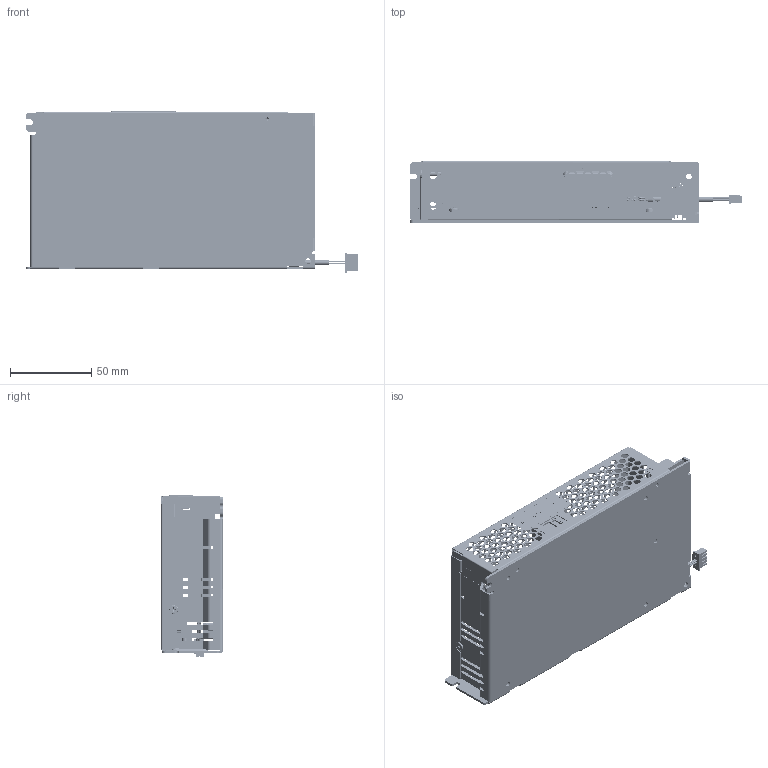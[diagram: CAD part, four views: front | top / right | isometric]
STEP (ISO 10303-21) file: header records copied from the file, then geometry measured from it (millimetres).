
FILE_DESCRIPTION (( 'STEP AP214' ), '1' );
FILE_NAME ('PSS12-155-U.STEP', '2021-05-26T13:59:51', ( '' ), ( '' ), 'SwSTEP 2.0', 'SolidWorks 2021', '' );
FILE_SCHEMA (( 'AUTOMOTIVE_DESIGN' ));
Length unit declared in the file: inch
Products named in the file (1): PSS12-155-U
Bounding box: 204.35 x 37.96 x 99.15 mm (x, y, z)
Volume: 90018.1 mm3; surface area: 146332.6 mm2
Topology: 41 solids, 41 shells, 3816 faces, 10178 edges, 6524 vertices
Faces by surface type: plane 2218, cylinder 1079, bspline 430, cone 83, torus 6
Full cylindrical faces by diameter (mm): 1 x4, 1.02 x7, 2.7 x1, 2.705 x2, 3 x19, 3.1 x1, 3.2 x3, 3.211 x1, 3.249 x1, 3.4 x4, 3.476 x1, 3.488 x1, 3.5 x3, 3.6 x2, 4 x9, 4.2 x1, 4.5 x612, 4.597 x4, 5 x10, 5.3 x1, 5.974 x1, 6 x4, 6.002 x1, 6.3 x2, 6.4 x1, 6.667 x1, 6.8 x7, 7 x2
Entity records: 128175 total; most frequent: CARTESIAN_POINT 34719, ORIENTED_EDGE 18654, DIRECTION 17474, EDGE_CURVE 9327, VERTEX_POINT 6467, VECTOR 6342, LINE 6342, EDGE_LOOP 6038
